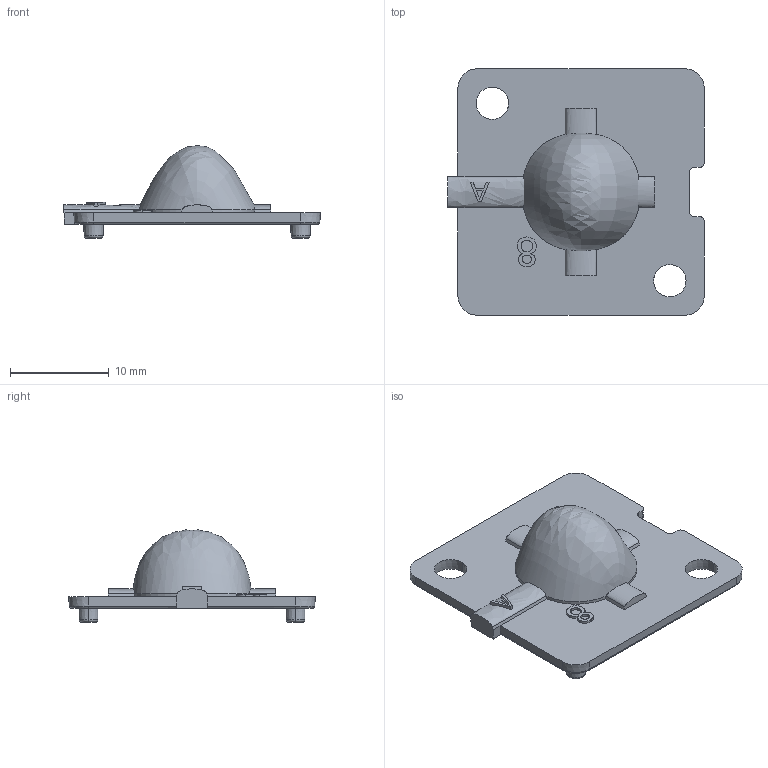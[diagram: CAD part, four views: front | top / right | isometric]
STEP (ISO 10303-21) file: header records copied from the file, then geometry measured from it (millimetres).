
FILE_DESCRIPTION (( 'STEP AP214' ), '1' );
FILE_NAME ('12817-70302_Rev-2_Customer.STEP', '2015-09-16T12:25:07', ( '' ), ( '' ), 'SwSTEP 2.0', 'SolidWorks 2014', '' );
FILE_SCHEMA (( 'AUTOMOTIVE_DESIGN' ));
Length unit declared in the file: millimetre
Products named in the file (1): 12817-70302_Rev-2_Customer
Bounding box: 26.03 x 25 x 9.37 mm (x, y, z)
Volume: 979.5 mm3; surface area: 1539.6 mm2
Topology: 1 solids, 1 shells, 178 faces, 439 edges, 270 vertices
Faces by surface type: bspline 58, plane 43, cylinder 41, torus 20, cone 16
Entity records: 7019 total; most frequent: CARTESIAN_POINT 3112, ORIENTED_EDGE 874, DIRECTION 706, EDGE_CURVE 437, VERTEX_POINT 270, AXIS2_PLACEMENT_3D 261, EDGE_LOOP 191, LINE 184
